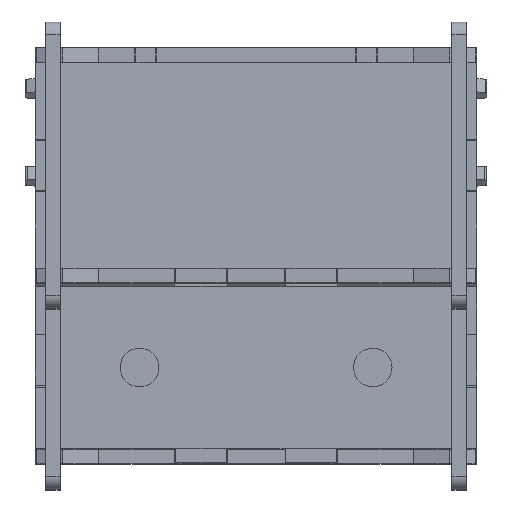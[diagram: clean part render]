
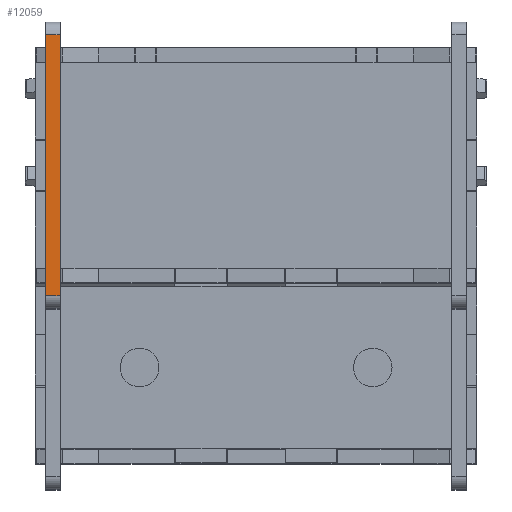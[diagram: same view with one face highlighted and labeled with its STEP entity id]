
A CAD part, top view. The second image highlights one B-rep face of the part: STEP entity #12059.
In plain terms, the highlighted planar face has unit normal (0, 0, 1).
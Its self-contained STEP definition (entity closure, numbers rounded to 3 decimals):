
#617 = DIRECTION ( 'NONE',  ( 0., 1., 0. ) ) ;
#753 = EDGE_CURVE ( 'NONE', #8444, #18552, #26435, .T. ) ;
#2388 = CARTESIAN_POINT ( 'NONE',  ( -38., -27.889, 68.128 ) ) ;
#2673 = VECTOR ( 'NONE', #30501, 1000. ) ;
#2986 = CARTESIAN_POINT ( 'NONE',  ( -40.8, -27.889, 68.128 ) ) ;
#3667 = CARTESIAN_POINT ( 'NONE',  ( -40.8, 22.711, 68.128 ) ) ;
#3912 = CARTESIAN_POINT ( 'NONE',  ( -40.8, -27.889, 68.128 ) ) ;
#4245 = CARTESIAN_POINT ( 'NONE',  ( -38., 22.711, 68.128 ) ) ;
#4334 = PLANE ( 'NONE',  #10089 ) ;
#6996 = EDGE_CURVE ( 'NONE', #18552, #35946, #18685, .T. ) ;
#8444 = VERTEX_POINT ( 'NONE', #19635 ) ;
#9018 = ORIENTED_EDGE ( 'NONE', *, *, #753, .F. ) ;
#10089 = AXIS2_PLACEMENT_3D ( 'NONE', #21426, #23689, #32877 ) ;
#10145 = VECTOR ( 'NONE', #29445, 1000. ) ;
#11182 = EDGE_CURVE ( 'NONE', #8444, #16750, #18019, .T. ) ;
#11290 = VECTOR ( 'NONE', #35068, 1000. ) ;
#12059 = ADVANCED_FACE ( 'NONE', ( #18065 ), #4334, .T. ) ;
#14227 = CARTESIAN_POINT ( 'NONE',  ( -38., -27.889, 68.128 ) ) ;
#15099 = EDGE_LOOP ( 'NONE', ( #18032, #32455, #19400, #9018 ) ) ;
#15855 = CARTESIAN_POINT ( 'NONE',  ( -40.8, 22.711, 68.128 ) ) ;
#16750 = VERTEX_POINT ( 'NONE', #14227 ) ;
#18019 = LINE ( 'NONE', #3912, #10145 ) ;
#18032 = ORIENTED_EDGE ( 'NONE', *, *, #11182, .T. ) ;
#18065 = FACE_OUTER_BOUND ( 'NONE', #15099, .T. ) ;
#18552 = VERTEX_POINT ( 'NONE', #3667 ) ;
#18685 = LINE ( 'NONE', #15855, #2673 ) ;
#19400 = ORIENTED_EDGE ( 'NONE', *, *, #6996, .F. ) ;
#19635 = CARTESIAN_POINT ( 'NONE',  ( -40.8, -27.889, 68.128 ) ) ;
#20145 = EDGE_CURVE ( 'NONE', #16750, #35946, #20716, .T. ) ;
#20716 = LINE ( 'NONE', #2388, #27488 ) ;
#21426 = CARTESIAN_POINT ( 'NONE',  ( -40.8, -27.889, 68.128 ) ) ;
#23689 = DIRECTION ( 'NONE',  ( 0., 0., 1. ) ) ;
#26435 = LINE ( 'NONE', #2986, #11290 ) ;
#27488 = VECTOR ( 'NONE', #617, 1000. ) ;
#29445 = DIRECTION ( 'NONE',  ( 1., 0., 0. ) ) ;
#30501 = DIRECTION ( 'NONE',  ( 1., 0., 0. ) ) ;
#32455 = ORIENTED_EDGE ( 'NONE', *, *, #20145, .T. ) ;
#32877 = DIRECTION ( 'NONE',  ( 1., 0., 0. ) ) ;
#35068 = DIRECTION ( 'NONE',  ( 0., 1., 0. ) ) ;
#35946 = VERTEX_POINT ( 'NONE', #4245 ) ;
